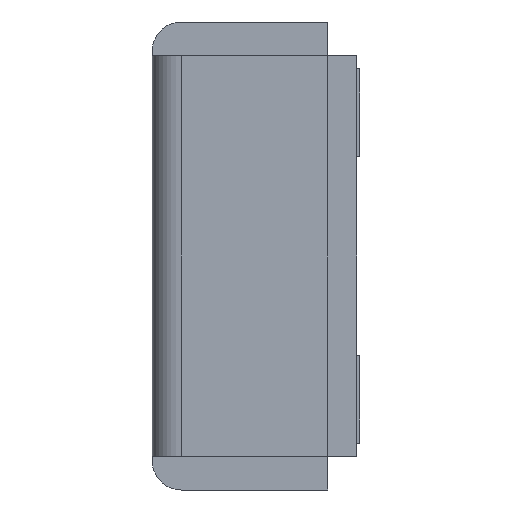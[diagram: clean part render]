
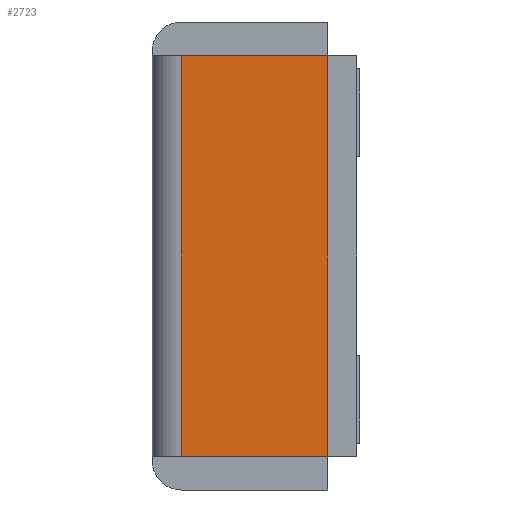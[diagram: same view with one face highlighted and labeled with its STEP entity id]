
A CAD part, left-side view. The second image highlights one B-rep face of the part: STEP entity #2723.
In plain terms, the highlighted planar face has unit normal (-1, 0, 0).
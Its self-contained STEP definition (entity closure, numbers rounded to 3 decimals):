
#86 = CARTESIAN_POINT ( 'NONE',  ( -1.4, 0.6, 0.685 ) ) ;
#134 = ORIENTED_EDGE ( 'NONE', *, *, #4292, .T. ) ;
#214 = EDGE_CURVE ( 'NONE', #4412, #3128, #2815, .T. ) ;
#277 = CARTESIAN_POINT ( 'NONE',  ( -1.4, 0.6, 0.685 ) ) ;
#325 = PLANE ( 'NONE',  #3436 ) ;
#382 = VECTOR ( 'NONE', #3262, 1000. ) ;
#860 = CARTESIAN_POINT ( 'NONE',  ( -1.4, 0.1, 0.685 ) ) ;
#1075 = VECTOR ( 'NONE', #1732, 1000. ) ;
#1113 = LINE ( 'NONE', #86, #5428 ) ;
#1258 = LINE ( 'NONE', #277, #1075 ) ;
#1275 = EDGE_CURVE ( 'NONE', #5617, #5262, #1258, .T. ) ;
#1289 = DIRECTION ( 'NONE',  ( 0., 0., -1. ) ) ;
#1635 = CARTESIAN_POINT ( 'NONE',  ( -1.4, 0.1, -0.685 ) ) ;
#1732 = DIRECTION ( 'NONE',  ( 0., -1., 0. ) ) ;
#1744 = VECTOR ( 'NONE', #1289, 1000. ) ;
#2276 = ORIENTED_EDGE ( 'NONE', *, *, #2550, .F. ) ;
#2550 = EDGE_CURVE ( 'NONE', #5262, #3128, #5713, .T. ) ;
#2723 = ADVANCED_FACE ( 'NONE', ( #3032 ), #325, .F. ) ;
#2803 = CARTESIAN_POINT ( 'NONE',  ( -1.4, 0.6, 0.685 ) ) ;
#2815 = LINE ( 'NONE', #5510, #382 ) ;
#3032 = FACE_OUTER_BOUND ( 'NONE', #3042, .T. ) ;
#3042 = EDGE_LOOP ( 'NONE', ( #5363, #2276, #4996, #134 ) ) ;
#3128 = VERTEX_POINT ( 'NONE', #1635 ) ;
#3262 = DIRECTION ( 'NONE',  ( 0., -1., 0. ) ) ;
#3436 = AXIS2_PLACEMENT_3D ( 'NONE', #5172, #5754, #3891 ) ;
#3489 = CARTESIAN_POINT ( 'NONE',  ( -1.4, 0.6, -0.685 ) ) ;
#3492 = CARTESIAN_POINT ( 'NONE',  ( -1.4, 0.1, 0.685 ) ) ;
#3891 = DIRECTION ( 'NONE',  ( 0., 1., 0. ) ) ;
#4292 = EDGE_CURVE ( 'NONE', #5617, #4412, #1113, .T. ) ;
#4412 = VERTEX_POINT ( 'NONE', #3489 ) ;
#4717 = DIRECTION ( 'NONE',  ( 0., 0., -1. ) ) ;
#4996 = ORIENTED_EDGE ( 'NONE', *, *, #1275, .F. ) ;
#5172 = CARTESIAN_POINT ( 'NONE',  ( -1.4, 0.6, 0.685 ) ) ;
#5262 = VERTEX_POINT ( 'NONE', #860 ) ;
#5363 = ORIENTED_EDGE ( 'NONE', *, *, #214, .T. ) ;
#5428 = VECTOR ( 'NONE', #4717, 1000. ) ;
#5510 = CARTESIAN_POINT ( 'NONE',  ( -1.4, 0.6, -0.685 ) ) ;
#5617 = VERTEX_POINT ( 'NONE', #2803 ) ;
#5713 = LINE ( 'NONE', #3492, #1744 ) ;
#5754 = DIRECTION ( 'NONE',  ( 1., 0., 0. ) ) ;
